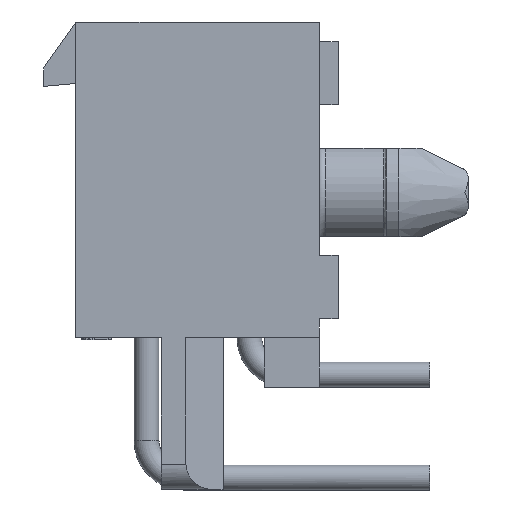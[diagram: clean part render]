
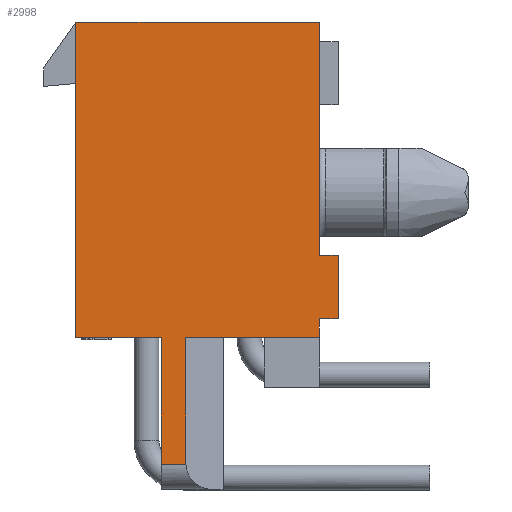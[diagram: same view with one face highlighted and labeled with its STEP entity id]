
A CAD part, left-side view. The second image highlights one B-rep face of the part: STEP entity #2998.
In plain terms, the highlighted planar face has unit normal (-1, 0, 0).
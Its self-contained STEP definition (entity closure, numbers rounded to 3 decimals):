
#2=DIRECTION('',(0.,-1.,0.));
#3=VECTOR('',#2,0.991);
#4=CARTESIAN_POINT('',(-4.928,6.363,-17.805));
#5=LINE('',#4,#3);
#6=DIRECTION('',(0.,0.,1.));
#7=VECTOR('',#6,5.105);
#8=CARTESIAN_POINT('',(-4.928,6.363,-17.805));
#9=LINE('',#8,#7);
#10=DIRECTION('',(0.,1.,0.));
#11=VECTOR('',#10,3.442);
#12=CARTESIAN_POINT('',(-4.928,6.363,-12.7));
#13=LINE('',#12,#11);
#14=DIRECTION('',(0.,0.,1.));
#15=VECTOR('',#14,12.7);
#16=CARTESIAN_POINT('',(-4.928,9.804,-12.7));
#17=LINE('',#16,#15);
#18=DIRECTION('',(0.,-1.,0.));
#19=VECTOR('',#18,9.804);
#20=CARTESIAN_POINT('',(-4.928,9.804,0.));
#21=LINE('',#20,#19);
#22=DIRECTION('',(0.,0.,-1.));
#23=VECTOR('',#22,9.398);
#24=CARTESIAN_POINT('',(-4.928,0.,0.));
#25=LINE('',#24,#23);
#26=DIRECTION('',(0.,-1.,0.));
#27=VECTOR('',#26,0.762);
#28=CARTESIAN_POINT('',(-4.928,0.,-9.398));
#29=LINE('',#28,#27);
#30=DIRECTION('',(0.,0.,-1.));
#31=VECTOR('',#30,0.762);
#32=CARTESIAN_POINT('',(-4.928,0.,-11.938));
#33=LINE('',#32,#31);
#34=DIRECTION('',(0.,0.,1.));
#35=VECTOR('',#34,5.105);
#36=CARTESIAN_POINT('',(-4.928,5.372,-17.805));
#37=LINE('',#36,#35);
#38=CARTESIAN_POINT('',(-4.928,5.372,-17.805));
#80=DIRECTION('',(0.,-1.,0.));
#81=VECTOR('',#80,5.372);
#82=CARTESIAN_POINT('',(-4.928,5.372,-12.7));
#83=LINE('',#82,#81);
#1818=DIRECTION('',(0.,0.,-1.));
#1819=VECTOR('',#1818,2.54);
#1820=CARTESIAN_POINT('',(-4.928,-0.762,-9.398));
#1821=LINE('',#1820,#1819);
#1862=DIRECTION('',(0.,-1.,0.));
#1863=VECTOR('',#1862,0.762);
#1864=CARTESIAN_POINT('',(-4.928,0.,-11.938));
#1865=LINE('',#1864,#1863);
#2376=CARTESIAN_POINT('',(-4.928,6.363,-12.7));
#2377=CARTESIAN_POINT('',(-4.928,9.804,-12.7));
#2378=VERTEX_POINT('',#2376);
#2379=VERTEX_POINT('',#2377);
#2380=CARTESIAN_POINT('',(-4.928,9.804,0.));
#2381=VERTEX_POINT('',#2380);
#2382=CARTESIAN_POINT('',(-4.928,0.,0.));
#2383=VERTEX_POINT('',#2382);
#2400=CARTESIAN_POINT('',(-4.928,0.,-12.7));
#2402=VERTEX_POINT('',#2400);
#2438=CARTESIAN_POINT('',(-4.928,5.372,-12.7));
#2439=VERTEX_POINT('',#2438);
#2468=CARTESIAN_POINT('',(-4.928,-0.762,-9.398));
#2469=VERTEX_POINT('',#2468);
#2470=CARTESIAN_POINT('',(-4.928,-0.762,-11.938));
#2471=VERTEX_POINT('',#2470);
#2500=CARTESIAN_POINT('',(-4.928,0.,-9.398));
#2501=VERTEX_POINT('',#2500);
#2502=CARTESIAN_POINT('',(-4.928,0.,-11.938));
#2503=VERTEX_POINT('',#2502);
#2954=VERTEX_POINT('',#38);
#2958=CARTESIAN_POINT('',(-4.928,6.363,-17.805));
#2959=VERTEX_POINT('',#2958);
#2967=CARTESIAN_POINT('',(-4.928,0.,0.));
#2968=DIRECTION('',(1.,0.,0.));
#2969=DIRECTION('',(0.,0.,-1.));
#2970=AXIS2_PLACEMENT_3D('',#2967,#2968,#2969);
#2971=PLANE('',#2970);
#2973=ORIENTED_EDGE('',*,*,#2972,.F.);
#2975=ORIENTED_EDGE('',*,*,#2974,.T.);
#2977=ORIENTED_EDGE('',*,*,#2976,.T.);
#2979=ORIENTED_EDGE('',*,*,#2978,.T.);
#2981=ORIENTED_EDGE('',*,*,#2980,.T.);
#2983=ORIENTED_EDGE('',*,*,#2982,.T.);
#2985=ORIENTED_EDGE('',*,*,#2984,.T.);
#2987=ORIENTED_EDGE('',*,*,#2986,.T.);
#2989=ORIENTED_EDGE('',*,*,#2988,.F.);
#2991=ORIENTED_EDGE('',*,*,#2990,.T.);
#2993=ORIENTED_EDGE('',*,*,#2992,.F.);
#2995=ORIENTED_EDGE('',*,*,#2994,.F.);
#2996=EDGE_LOOP('',(#2973,#2975,#2977,#2979,#2981,#2983,#2985,#2987,#2989,#2991,
#2993,#2995));
#2997=FACE_OUTER_BOUND('',#2996,.F.);
#2972=EDGE_CURVE('',#2959,#2954,#5,.T.);
#2974=EDGE_CURVE('',#2959,#2378,#9,.T.);
#2976=EDGE_CURVE('',#2378,#2379,#13,.T.);
#2978=EDGE_CURVE('',#2379,#2381,#17,.T.);
#2980=EDGE_CURVE('',#2381,#2383,#21,.T.);
#2982=EDGE_CURVE('',#2383,#2501,#25,.T.);
#2984=EDGE_CURVE('',#2501,#2469,#29,.T.);
#2986=EDGE_CURVE('',#2469,#2471,#1821,.T.);
#2988=EDGE_CURVE('',#2503,#2471,#1865,.T.);
#2990=EDGE_CURVE('',#2503,#2402,#33,.T.);
#2992=EDGE_CURVE('',#2439,#2402,#83,.T.);
#2994=EDGE_CURVE('',#2954,#2439,#37,.T.);
#2998=ADVANCED_FACE('',(#2997),#2971,.F.);
